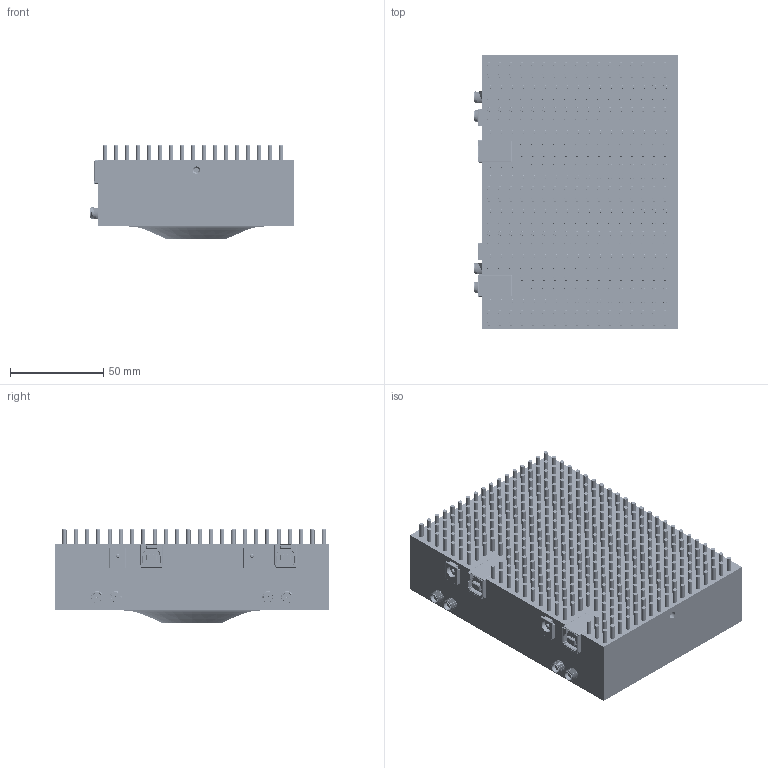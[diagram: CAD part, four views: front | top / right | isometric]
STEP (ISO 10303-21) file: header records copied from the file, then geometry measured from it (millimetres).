
FILE_DESCRIPTION(('FreeCAD Model'),'2;1');
FILE_NAME('Open CASCADE Shape Model','2023-09-07T13:21:36',(''),(''), 'Open CASCADE STEP processor 7.6','FreeCAD','Unknown');
FILE_SCHEMA(('AUTOMOTIVE_DESIGN { 1 2 10303 214 0 1 1 1 }'));
Products named in the file (1): Dummy box threads
Bounding box: 109.6 x 147 x 50 mm (x, y, z)
Volume: 576483.9 mm3; surface area: 118090.7 mm2
Topology: 404 solids, 446 shells, 8686 faces, 21376 edges, 15144 vertices
Faces by surface type: plane 3492, cylinder 3485, torus 1589, cone 92, sphere 20, bspline 8
Full cylindrical faces by diameter (mm): 0.6 x4, 1 x4, 1.27 x4, 2 x2, 2.525 x8, 4 x2, 4.04 x1, 4.6 x4, 5.4 x8, 6.4 x4, 6.5 x2, 6.6 x4
Entity records: 263397 total; most frequent: CARTESIAN_POINT 49253, DIRECTION 47501, ORIENTED_EDGE 40972, EDGE_CURVE 21364, AXIS2_PLACEMENT_3D 17740, VERTEX_POINT 13564, LINE 12021, VECTOR 12021
